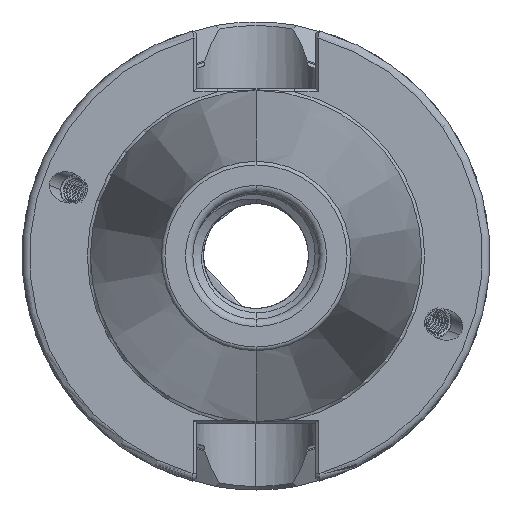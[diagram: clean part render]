
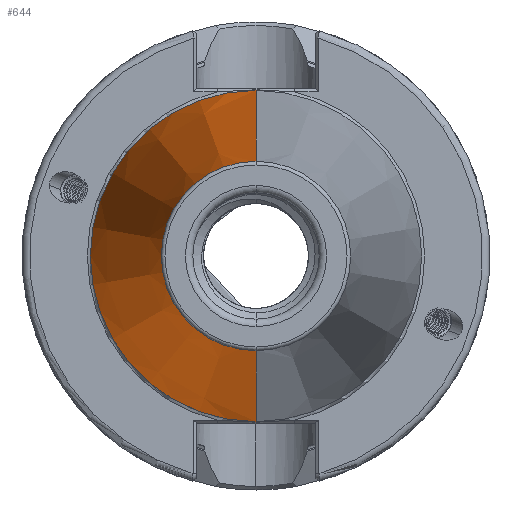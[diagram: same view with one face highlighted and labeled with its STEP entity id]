
A CAD part, left-side view. The second image highlights one B-rep face of the part: STEP entity #644.
In plain terms, the highlighted conical face has half-angle 8.297 degrees and reference radius 22.298 mm.
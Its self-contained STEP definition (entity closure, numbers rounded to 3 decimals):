
#295 = EDGE_CURVE ( 'NONE', #5932, #5933, #19851, .T. ) ;
#297 = EDGE_CURVE ( 'NONE', #5935, #5933, #1337, .T. ) ;
#298 = EDGE_CURVE ( 'NONE', #5934, #5935, #19852, .T. ) ;
#299 = EDGE_CURVE ( 'NONE', #5934, #5932, #1343, .T. ) ;
#644 = ADVANCED_FACE ( 'NONE', ( #4684 ), #19927, .T. ) ;
#1330 = CARTESIAN_POINT ( 'NONE',  ( -1.5, 0., 0. ) ) ;
#1331 = DIRECTION ( 'NONE',  ( 1., 0., 0. ) ) ;
#1332 = DIRECTION ( 'NONE',  ( 0., 0., -1. ) ) ;
#1333 = CARTESIAN_POINT ( 'NONE',  ( -66.972, 0., 0. ) ) ;
#1337 = LINE ( 'NONE', #1338, #3388 ) ;
#1338 = CARTESIAN_POINT ( 'NONE',  ( -1.5, 0., 22.298 ) ) ;
#1339 = DIRECTION ( 'NONE',  ( 0.99, 0., 0.144 ) ) ;
#1340 = DIRECTION ( 'NONE',  ( 1., 0., 0. ) ) ;
#1341 = DIRECTION ( 'NONE',  ( 0., 0., -1. ) ) ;
#1343 = LINE ( 'NONE', #1344, #3391 ) ;
#1344 = CARTESIAN_POINT ( 'NONE',  ( -1.5, 0., -22.298 ) ) ;
#1345 = DIRECTION ( 'NONE',  ( 0.99, 0., -0.144 ) ) ;
#3094 = EDGE_LOOP ( 'NONE', ( #6806, #6808, #6807, #6809 ) ) ;
#3388 = VECTOR ( 'NONE', #1339, 1000. ) ;
#3389 = AXIS2_PLACEMENT_3D ( 'NONE', #1333, #1340, #1341 ) ;
#3391 = VECTOR ( 'NONE', #1345, 1000. ) ;
#3659 = AXIS2_PLACEMENT_3D ( 'NONE', #1330, #1331, #1332 ) ;
#4684 = FACE_OUTER_BOUND ( 'NONE', #3094, .T. ) ;
#4687 = AXIS2_PLACEMENT_3D ( 'NONE', #6116, #6117, #6118 ) ;
#5932 = VERTEX_POINT ( 'NONE', #14233 ) ;
#5933 = VERTEX_POINT ( 'NONE', #14234 ) ;
#5934 = VERTEX_POINT ( 'NONE', #14235 ) ;
#5935 = VERTEX_POINT ( 'NONE', #14236 ) ;
#6116 = CARTESIAN_POINT ( 'NONE',  ( -1.5, 0., 0. ) ) ;
#6117 = DIRECTION ( 'NONE',  ( 1., 0., 0. ) ) ;
#6118 = DIRECTION ( 'NONE',  ( 0., 0., -1. ) ) ;
#6806 = ORIENTED_EDGE ( 'NONE', *, *, #298, .T. ) ;
#6807 = ORIENTED_EDGE ( 'NONE', *, *, #295, .F. ) ;
#6808 = ORIENTED_EDGE ( 'NONE', *, *, #297, .T. ) ;
#6809 = ORIENTED_EDGE ( 'NONE', *, *, #299, .F. ) ;
#14233 = CARTESIAN_POINT ( 'NONE',  ( -1.5, 0., -22.298 ) ) ;
#14234 = CARTESIAN_POINT ( 'NONE',  ( -1.5, 0., 22.298 ) ) ;
#14235 = CARTESIAN_POINT ( 'NONE',  ( -66.972, 0., -12.75 ) ) ;
#14236 = CARTESIAN_POINT ( 'NONE',  ( -66.972, 0., 12.75 ) ) ;
#19851 = CIRCLE ( 'NONE', #3659, 22.298 ) ;
#19852 = CIRCLE ( 'NONE', #3389, 12.75 ) ;
#19927 = CONICAL_SURFACE ( 'NONE', #4687, 22.298, 0.145 ) ;
